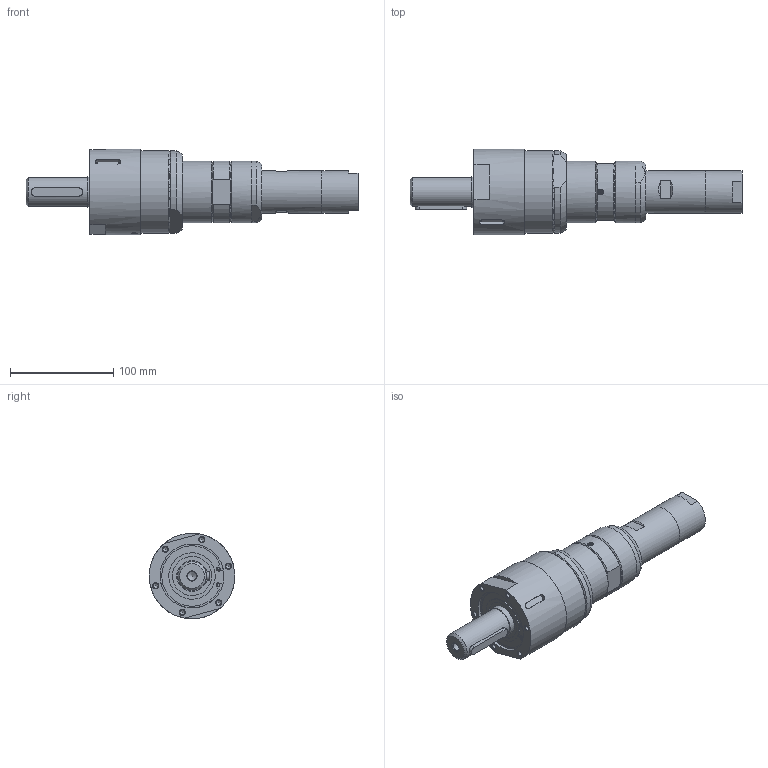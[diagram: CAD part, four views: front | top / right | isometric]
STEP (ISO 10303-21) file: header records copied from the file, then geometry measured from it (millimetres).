
FILE_DESCRIPTION((''),'2;1');
FILE_NAME('MUD 23-15_60008945.stp','2010-10-27T12:49:23',('rmorof'),(''),'Autodesk Inventor 2008','Autodesk Inventor 2008','');
FILE_SCHEMA(('CONFIG_CONTROL_DESIGN'));
Length unit declared in the file: millimetre
Products named in the file (1): MUD 23-15_60008945
Bounding box: 322 x 82.92 x 82.95 mm (x, y, z)
Volume: 820578.9 mm3; surface area: 75653.3 mm2
Topology: 1 solids, 7 shells, 237 faces, 563 edges, 368 vertices
Faces by surface type: plane 123, cylinder 49, bspline 36, cone 23, sphere 4, torus 2
Full cylindrical faces by diameter (mm): 1.55 x4, 3.6 x2, 4 x3, 5 x2, 5.5 x2, 28 x1, 30 x1, 38 x1, 41.5 x2, 42 x1, 45 x1, 60 x2, 62 x1, 73.361 x1, 80 x1, 83 x1
Entity records: 7351 total; most frequent: CARTESIAN_POINT 2174, DIRECTION 972, ORIENTED_EDGE 906, EDGE_CURVE 453, AXIS2_PLACEMENT_3D 361, EDGE_LOOP 339, VERTEX_POINT 326, VECTOR 250
